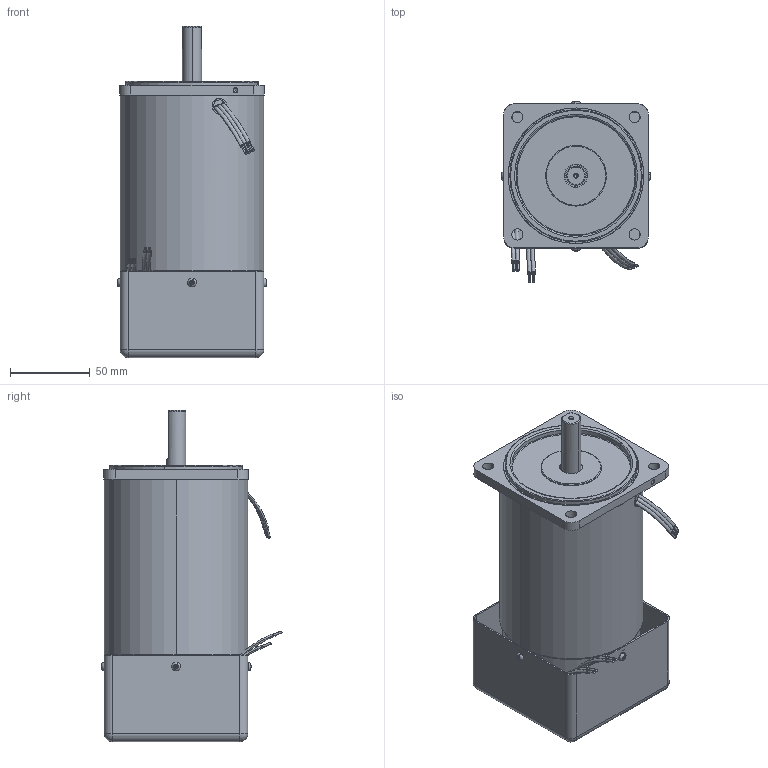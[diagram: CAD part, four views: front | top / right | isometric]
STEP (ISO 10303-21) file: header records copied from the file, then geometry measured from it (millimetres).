
FILE_DESCRIPTION (( 'STEP AP203' ), '1' );
FILE_NAME ('(夹非珇)5IK90RA-〖F(5C2A0〖2A00Z0).STEP', '2020-09-16T08:18:05', ( '' ), ( '' ), 'SwSTEP 2.0', 'SolidWorks 2010', '' );
FILE_SCHEMA (( 'CONFIG_CONTROL_DESIGN' ));
Length unit declared in the file: millimetre
Products named in the file (9): 線扣; 出口線-3條; 上蓋 C583-32; (夹非珇)5IK90RA-〖F(5C2A0〖2A00Z0); M590-R-F; 出口線-2條; 丸頭十字螺絲M3x6_B18.6.7M - M3 x 0.5 x 8 Type I Cross Recessed PHMS --8C; 90A_1成品; 獨立風扇220V 3K22200000
Assembly tree (12 placements, depth 2):
  (夹非珇)5IK90RA-〖F(5C2A0〖2A00Z0)
    90A_1成品
    上蓋 C583-32
    出口線-2條  x2
    丸頭十字螺絲M3x6_B18.6.7M - M3 x 0.5 x 8 Type I Cross Recessed PHMS --8C  x4
    出口線-3條
    獨立風扇220V 3K22200000
    M590-R-F
    線扣
Bounding box: 93.92 x 113.87 x 207.5 mm (x, y, z)
Volume: 1049939.2 mm3; surface area: 137155.9 mm2
Topology: 16 solids, 17 shells, 437 faces, 1009 edges, 638 vertices
Faces by surface type: cylinder 171, plane 171, bspline 28, torus 27, cone 24, sphere 16
Entity records: 11391 total; most frequent: CARTESIAN_POINT 2670, DIRECTION 1714, ORIENTED_EDGE 1502, EDGE_CURVE 751, AXIS2_PLACEMENT_3D 700, VERTEX_POINT 478, EDGE_LOOP 399, CIRCLE 369
